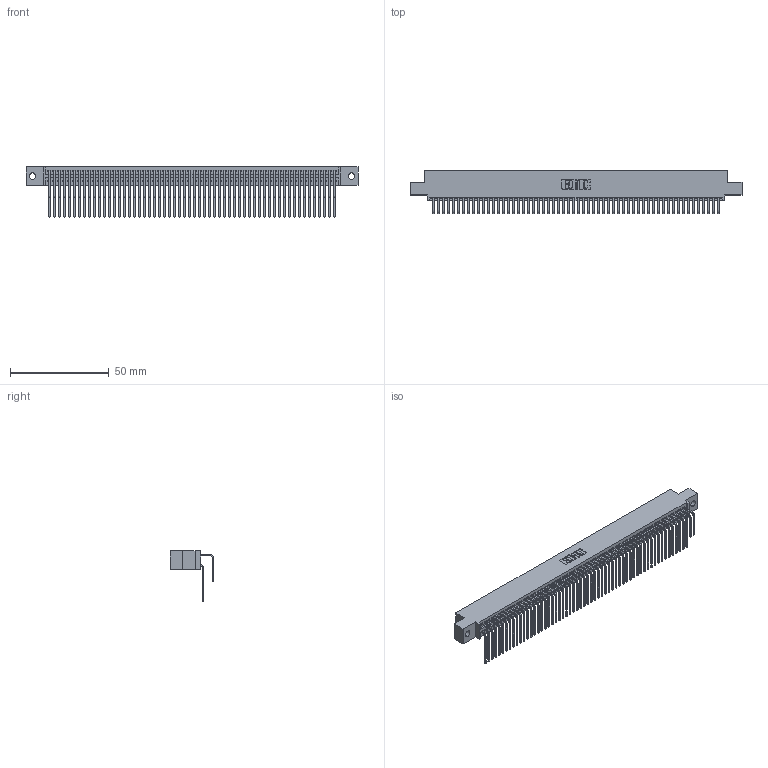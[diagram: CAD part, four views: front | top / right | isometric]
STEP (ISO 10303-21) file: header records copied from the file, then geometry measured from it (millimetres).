
FILE_DESCRIPTION (( 'STEP AP203' ), '1' );
FILE_NAME ('345-116-558-502.STEP', '2019-11-05T17:02:07', ( '' ), ( '' ), 'SwSTEP 2.0', 'SolidWorks 2016', '' );
FILE_SCHEMA (( 'CONFIG_CONTROL_DESIGN' ));
Length unit declared in the file: inch
Products named in the file (4): 345-116-558-502; 345-292-001_558 Tail - 2; 345 Part_0.110 Offset - 0.128 Dia; 345-292-001_558 559 Tail - 1
Assembly tree (117 placements, depth 2):
  345-116-558-502
    345 Part_0.110 Offset - 0.128 Dia
    345-292-001_558 559 Tail - 1  x58
    345-292-001_558 Tail - 2  x58
Bounding box: 168.53 x 21.83 x 25.53 mm (x, y, z)
Volume: 17078.7 mm3; surface area: 28521.9 mm2
Topology: 117 solids, 117 shells, 6162 faces, 18333 edges, 12066 vertices
Faces by surface type: plane 4144, cylinder 2018
Entity records: 45141 total; most frequent: CARTESIAN_POINT 7599, ORIENTED_EDGE 7482, DIRECTION 6653, EDGE_CURVE 3741, VECTOR 3337, LINE 3337, VERTEX_POINT 2490, AXIS2_PLACEMENT_3D 1658
